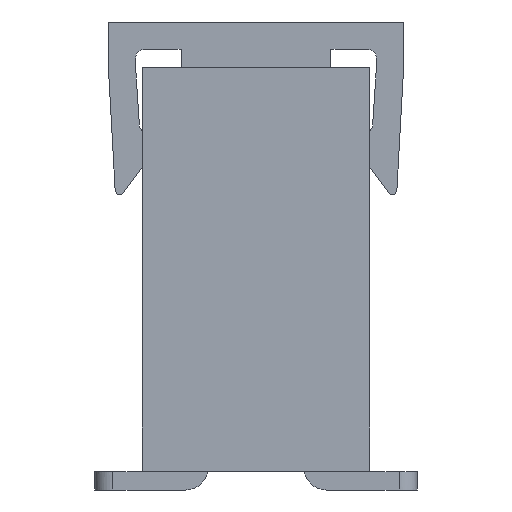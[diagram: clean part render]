
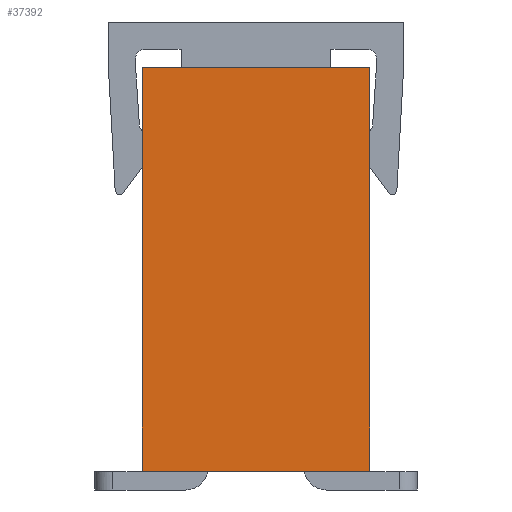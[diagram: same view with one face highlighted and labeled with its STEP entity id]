
A CAD part, left-side view. The second image highlights one B-rep face of the part: STEP entity #37392.
In plain terms, the highlighted planar face has unit normal (-1, 0, 0).
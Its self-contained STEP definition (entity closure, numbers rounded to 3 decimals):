
#37328=CARTESIAN_POINT('',(-50.8,0.,-0.125));
#37329=DIRECTION('',(0.,-1.,0.));
#37330=DIRECTION('',(-1.,0.,0.));
#37331=AXIS2_PLACEMENT_3D('',#37328,#37330,#37329);
#37332=PLANE('',#37331);
#37333=CARTESIAN_POINT('',(-50.8,-2.5,-3.75));
#37334=VERTEX_POINT('',#37333);
#37335=CARTESIAN_POINT('',(-50.8,-2.5,4.45));
#37336=VERTEX_POINT('',#37335);
#37337=CARTESIAN_POINT('',(-50.8,-2.5,-3.75));
#37338=CARTESIAN_POINT('',(-50.8,-2.5,-2.11));
#37339=CARTESIAN_POINT('',(-50.8,-2.5,-0.47));
#37340=CARTESIAN_POINT('',(-50.8,-2.5,1.17));
#37341=CARTESIAN_POINT('',(-50.8,-2.5,2.81));
#37342=CARTESIAN_POINT('',(-50.8,-2.5,4.45));
#37343=B_SPLINE_CURVE_WITH_KNOTS('',5,(#37337,#37338,#37339,#37340,#37341,#37342),.UNSPECIFIED.,.F.,.U.,(6,6),(0.,8.2),.UNSPECIFIED.);
#37344=EDGE_CURVE('',#37334,#37336,#37343,.T.);
#37345=ORIENTED_EDGE('',*,*,#37344,.T.);
#37346=CARTESIAN_POINT('',(-50.8,2.5,4.45));
#37347=VERTEX_POINT('',#37346);
#37348=CARTESIAN_POINT('',(-50.8,-2.5,4.45));
#37349=CARTESIAN_POINT('',(-50.8,-1.5,4.45));
#37350=CARTESIAN_POINT('',(-50.8,-0.5,4.45));
#37351=CARTESIAN_POINT('',(-50.8,0.5,4.45));
#37352=CARTESIAN_POINT('',(-50.8,1.5,4.45));
#37353=CARTESIAN_POINT('',(-50.8,2.5,4.45));
#37354=B_SPLINE_CURVE_WITH_KNOTS('',5,(#37348,#37349,#37350,#37351,#37352,#37353),.UNSPECIFIED.,.F.,.U.,(6,6),(0.,5.),.UNSPECIFIED.);
#37355=EDGE_CURVE('',#37336,#37347,#37354,.T.);
#37356=ORIENTED_EDGE('',*,*,#37355,.T.);
#37357=CARTESIAN_POINT('',(-50.8,2.5,-3.75));
#37358=VERTEX_POINT('',#37357);
#37359=CARTESIAN_POINT('',(-50.8,2.5,4.45));
#37360=CARTESIAN_POINT('',(-50.8,2.5,2.81));
#37361=CARTESIAN_POINT('',(-50.8,2.5,1.17));
#37362=CARTESIAN_POINT('',(-50.8,2.5,-0.47));
#37363=CARTESIAN_POINT('',(-50.8,2.5,-2.11));
#37364=CARTESIAN_POINT('',(-50.8,2.5,-3.75));
#37365=B_SPLINE_CURVE_WITH_KNOTS('',5,(#37359,#37360,#37361,#37362,#37363,#37364),.UNSPECIFIED.,.F.,.U.,(6,6),(0.,8.2),.UNSPECIFIED.);
#37366=EDGE_CURVE('',#37347,#37358,#37365,.T.);
#37367=ORIENTED_EDGE('',*,*,#37366,.T.);
#37368=CARTESIAN_POINT('',(-50.8,2.5,-4.45));
#37369=VERTEX_POINT('',#37368);
#37370=CARTESIAN_POINT('',(-50.8,2.5,-3.75));
#37371=DIRECTION('',(0.,0.,-1.));
#37372=VECTOR('',#37371,0.7);
#37373=LINE('',#37370,#37372);
#37374=EDGE_CURVE('',#37358,#37369,#37373,.T.);
#37375=ORIENTED_EDGE('',*,*,#37374,.T.);
#37376=CARTESIAN_POINT('',(-50.8,-2.5,-4.45));
#37377=VERTEX_POINT('',#37376);
#37378=CARTESIAN_POINT('',(-50.8,2.5,-4.45));
#37379=DIRECTION('',(0.,-1.,0.));
#37380=VECTOR('',#37379,5.);
#37381=LINE('',#37378,#37380);
#37382=EDGE_CURVE('',#37369,#37377,#37381,.T.);
#37383=ORIENTED_EDGE('',*,*,#37382,.T.);
#37384=CARTESIAN_POINT('',(-50.8,-2.5,-4.45));
#37385=DIRECTION('',(0.,0.,1.));
#37386=VECTOR('',#37385,0.7);
#37387=LINE('',#37384,#37386);
#37388=EDGE_CURVE('',#37377,#37334,#37387,.T.);
#37389=ORIENTED_EDGE('',*,*,#37388,.T.);
#37390=EDGE_LOOP('',(#37345,#37356,#37367,#37375,#37383,#37389));
#37391=FACE_OUTER_BOUND('',#37390,.T.);
#37392=ADVANCED_FACE('',(#37391),#37332,.T.);
